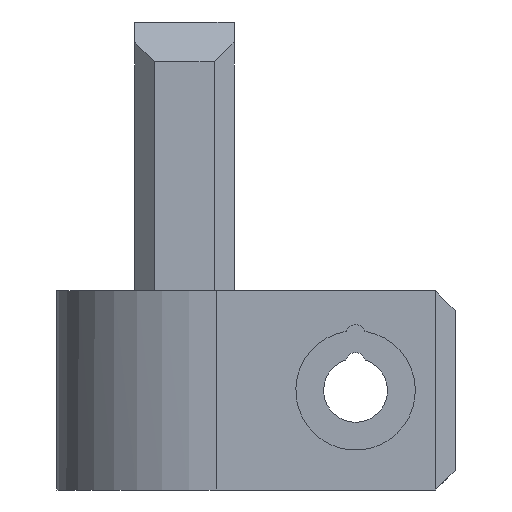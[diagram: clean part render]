
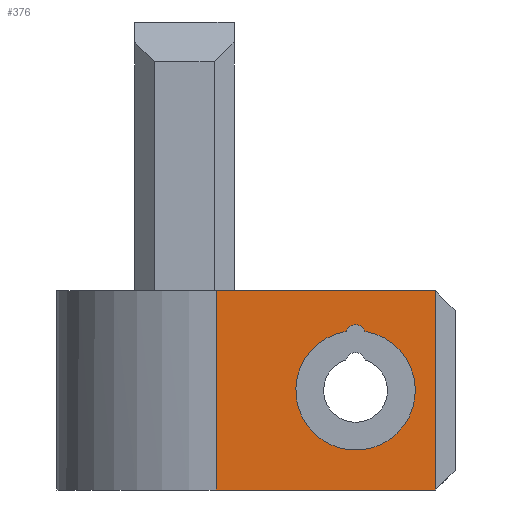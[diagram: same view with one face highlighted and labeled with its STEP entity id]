
A CAD part, left-side view. The second image highlights one B-rep face of the part: STEP entity #376.
In plain terms, the highlighted planar face has unit normal (-1, 0, 0).
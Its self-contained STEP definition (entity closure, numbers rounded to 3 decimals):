
#376 = ADVANCED_FACE('',(#377,#496),#391,.F.);
#377 = FACE_BOUND('',#378,.F.);
#378 = EDGE_LOOP('',(#379,#414,#442,#470));
#379 = ORIENTED_EDGE('',*,*,#380,.F.);
#380 = EDGE_CURVE('',#381,#383,#385,.T.);
#381 = VERTEX_POINT('',#382);
#382 = CARTESIAN_POINT('',(-8.,-44.,19.));
#383 = VERTEX_POINT('',#384);
#384 = CARTESIAN_POINT('',(-8.,-33.,19.));
#385 = SURFACE_CURVE('',#386,(#390,#402),.PCURVE_S1.);
#386 = LINE('',#387,#388);
#387 = CARTESIAN_POINT('',(-8.,-45.,19.));
#388 = VECTOR('',#389,1.);
#389 = DIRECTION('',(0.,1.,0.));
#390 = PCURVE('',#391,#396);
#391 = PLANE('',#392);
#392 = AXIS2_PLACEMENT_3D('',#393,#394,#395);
#393 = CARTESIAN_POINT('',(-8.,-45.,9.));
#394 = DIRECTION('',(1.,0.,0.));
#395 = DIRECTION('',(0.,0.,1.));
#396 = DEFINITIONAL_REPRESENTATION('',(#397),#401);
#397 = LINE('',#398,#399);
#398 = CARTESIAN_POINT('',(10.,0.));
#399 = VECTOR('',#400,1.);
#400 = DIRECTION('',(0.,-1.));
#401 = ( GEOMETRIC_REPRESENTATION_CONTEXT(2) 
PARAMETRIC_REPRESENTATION_CONTEXT() REPRESENTATION_CONTEXT('2D SPACE',''
  ) );
#402 = PCURVE('',#403,#408);
#403 = PLANE('',#404);
#404 = AXIS2_PLACEMENT_3D('',#405,#406,#407);
#405 = CARTESIAN_POINT('',(0.092,-35.459,19.));
#406 = DIRECTION('',(0.,0.,1.));
#407 = DIRECTION('',(0.,1.,0.));
#408 = DEFINITIONAL_REPRESENTATION('',(#409),#413);
#409 = LINE('',#410,#411);
#410 = CARTESIAN_POINT('',(-9.541,8.092));
#411 = VECTOR('',#412,1.);
#412 = DIRECTION('',(1.,0.));
#413 = ( GEOMETRIC_REPRESENTATION_CONTEXT(2) 
PARAMETRIC_REPRESENTATION_CONTEXT() REPRESENTATION_CONTEXT('2D SPACE',''
  ) );
#414 = ORIENTED_EDGE('',*,*,#415,.F.);
#415 = EDGE_CURVE('',#416,#381,#418,.T.);
#416 = VERTEX_POINT('',#417);
#417 = CARTESIAN_POINT('',(-8.,-44.,9.));
#418 = SURFACE_CURVE('',#419,(#423,#430),.PCURVE_S1.);
#419 = LINE('',#420,#421);
#420 = CARTESIAN_POINT('',(-8.,-44.,9.));
#421 = VECTOR('',#422,1.);
#422 = DIRECTION('',(0.,0.,1.));
#423 = PCURVE('',#391,#424);
#424 = DEFINITIONAL_REPRESENTATION('',(#425),#429);
#425 = LINE('',#426,#427);
#426 = CARTESIAN_POINT('',(0.,-1.));
#427 = VECTOR('',#428,1.);
#428 = DIRECTION('',(1.,0.));
#429 = ( GEOMETRIC_REPRESENTATION_CONTEXT(2) 
PARAMETRIC_REPRESENTATION_CONTEXT() REPRESENTATION_CONTEXT('2D SPACE',''
  ) );
#430 = PCURVE('',#431,#436);
#431 = PLANE('',#432);
#432 = AXIS2_PLACEMENT_3D('',#433,#434,#435);
#433 = CARTESIAN_POINT('',(-7.5,-44.5,9.));
#434 = DIRECTION('',(-0.707,-0.707,0.));
#435 = DIRECTION('',(-0.,-0.,-1.));
#436 = DEFINITIONAL_REPRESENTATION('',(#437),#441);
#437 = LINE('',#438,#439);
#438 = CARTESIAN_POINT('',(-0.,-0.707));
#439 = VECTOR('',#440,1.);
#440 = DIRECTION('',(-1.,0.));
#441 = ( GEOMETRIC_REPRESENTATION_CONTEXT(2) 
PARAMETRIC_REPRESENTATION_CONTEXT() REPRESENTATION_CONTEXT('2D SPACE',''
  ) );
#442 = ORIENTED_EDGE('',*,*,#443,.T.);
#443 = EDGE_CURVE('',#416,#444,#446,.T.);
#444 = VERTEX_POINT('',#445);
#445 = CARTESIAN_POINT('',(-8.,-33.,9.));
#446 = SURFACE_CURVE('',#447,(#451,#458),.PCURVE_S1.);
#447 = LINE('',#448,#449);
#448 = CARTESIAN_POINT('',(-8.,-45.,9.));
#449 = VECTOR('',#450,1.);
#450 = DIRECTION('',(0.,1.,0.));
#451 = PCURVE('',#391,#452);
#452 = DEFINITIONAL_REPRESENTATION('',(#453),#457);
#453 = LINE('',#454,#455);
#454 = CARTESIAN_POINT('',(0.,0.));
#455 = VECTOR('',#456,1.);
#456 = DIRECTION('',(0.,-1.));
#457 = ( GEOMETRIC_REPRESENTATION_CONTEXT(2) 
PARAMETRIC_REPRESENTATION_CONTEXT() REPRESENTATION_CONTEXT('2D SPACE',''
  ) );
#458 = PCURVE('',#459,#464);
#459 = PLANE('',#460);
#460 = AXIS2_PLACEMENT_3D('',#461,#462,#463);
#461 = CARTESIAN_POINT('',(-0.025,-35.628,9.));
#462 = DIRECTION('',(0.,0.,-1.));
#463 = DIRECTION('',(0.,-1.,0.));
#464 = DEFINITIONAL_REPRESENTATION('',(#465),#469);
#465 = LINE('',#466,#467);
#466 = CARTESIAN_POINT('',(9.372,7.975));
#467 = VECTOR('',#468,1.);
#468 = DIRECTION('',(-1.,0.));
#469 = ( GEOMETRIC_REPRESENTATION_CONTEXT(2) 
PARAMETRIC_REPRESENTATION_CONTEXT() REPRESENTATION_CONTEXT('2D SPACE',''
  ) );
#470 = ORIENTED_EDGE('',*,*,#471,.T.);
#471 = EDGE_CURVE('',#444,#383,#472,.T.);
#472 = SURFACE_CURVE('',#473,(#477,#484),.PCURVE_S1.);
#473 = LINE('',#474,#475);
#474 = CARTESIAN_POINT('',(-8.,-33.,9.));
#475 = VECTOR('',#476,1.);
#476 = DIRECTION('',(0.,0.,1.));
#477 = PCURVE('',#391,#478);
#478 = DEFINITIONAL_REPRESENTATION('',(#479),#483);
#479 = LINE('',#480,#481);
#480 = CARTESIAN_POINT('',(0.,-12.));
#481 = VECTOR('',#482,1.);
#482 = DIRECTION('',(1.,0.));
#483 = ( GEOMETRIC_REPRESENTATION_CONTEXT(2) 
PARAMETRIC_REPRESENTATION_CONTEXT() REPRESENTATION_CONTEXT('2D SPACE',''
  ) );
#484 = PCURVE('',#485,#490);
#485 = CYLINDRICAL_SURFACE('',#486,8.);
#486 = AXIS2_PLACEMENT_3D('',#487,#488,#489);
#487 = CARTESIAN_POINT('',(0.,-33.,9.));
#488 = DIRECTION('',(0.,0.,1.));
#489 = DIRECTION('',(1.,0.,0.));
#490 = DEFINITIONAL_REPRESENTATION('',(#491),#495);
#491 = LINE('',#492,#493);
#492 = CARTESIAN_POINT('',(3.142,0.));
#493 = VECTOR('',#494,1.);
#494 = DIRECTION('',(0.,1.));
#495 = ( GEOMETRIC_REPRESENTATION_CONTEXT(2) 
PARAMETRIC_REPRESENTATION_CONTEXT() REPRESENTATION_CONTEXT('2D SPACE',''
  ) );
#496 = FACE_BOUND('',#497,.F.);
#497 = EDGE_LOOP('',(#498,#533,#566));
#498 = ORIENTED_EDGE('',*,*,#499,.T.);
#499 = EDGE_CURVE('',#500,#502,#504,.T.);
#500 = VERTEX_POINT('',#501);
#501 = CARTESIAN_POINT('',(-8.,-39.527,16.963));
#502 = VERTEX_POINT('',#503);
#503 = CARTESIAN_POINT('',(-8.,-40.473,16.963));
#504 = SURFACE_CURVE('',#505,(#510,#521),.PCURVE_S1.);
#505 = CIRCLE('',#506,3.);
#506 = AXIS2_PLACEMENT_3D('',#507,#508,#509);
#507 = CARTESIAN_POINT('',(-8.,-40.,14.));
#508 = DIRECTION('',(-1.,0.,0.));
#509 = DIRECTION('',(0.,0.,1.));
#510 = PCURVE('',#391,#511);
#511 = DEFINITIONAL_REPRESENTATION('',(#512),#520);
#512 = ( BOUNDED_CURVE() B_SPLINE_CURVE(2,(#513,#514,#515,#516,#517,#518
,#519),.UNSPECIFIED.,.T.,.F.) B_SPLINE_CURVE_WITH_KNOTS((1,2,2,2,2,1),(
    -2.094,0.,2.094,4.189,6.283,
8.378),.UNSPECIFIED.) CURVE() GEOMETRIC_REPRESENTATION_ITEM() 
RATIONAL_B_SPLINE_CURVE((1.,0.5,1.,0.5,1.,0.5,1.)) REPRESENTATION_ITEM(
  '') );
#513 = CARTESIAN_POINT('',(8.,-5.));
#514 = CARTESIAN_POINT('',(8.,-10.196));
#515 = CARTESIAN_POINT('',(3.5,-7.598));
#516 = CARTESIAN_POINT('',(-1.,-5.));
#517 = CARTESIAN_POINT('',(3.5,-2.402));
#518 = CARTESIAN_POINT('',(8.,0.196));
#519 = CARTESIAN_POINT('',(8.,-5.));
#520 = ( GEOMETRIC_REPRESENTATION_CONTEXT(2) 
PARAMETRIC_REPRESENTATION_CONTEXT() REPRESENTATION_CONTEXT('2D SPACE',''
  ) );
#521 = PCURVE('',#522,#527);
#522 = CYLINDRICAL_SURFACE('',#523,3.);
#523 = AXIS2_PLACEMENT_3D('',#524,#525,#526);
#524 = CARTESIAN_POINT('',(-5.,-40.,14.));
#525 = DIRECTION('',(-1.,0.,0.));
#526 = DIRECTION('',(0.,0.,1.));
#527 = DEFINITIONAL_REPRESENTATION('',(#528),#532);
#528 = LINE('',#529,#530);
#529 = CARTESIAN_POINT('',(0.,3.));
#530 = VECTOR('',#531,1.);
#531 = DIRECTION('',(1.,0.));
#532 = ( GEOMETRIC_REPRESENTATION_CONTEXT(2) 
PARAMETRIC_REPRESENTATION_CONTEXT() REPRESENTATION_CONTEXT('2D SPACE',''
  ) );
#533 = ORIENTED_EDGE('',*,*,#534,.T.);
#534 = EDGE_CURVE('',#502,#535,#537,.T.);
#535 = VERTEX_POINT('',#536);
#536 = CARTESIAN_POINT('',(-8.,-40.,17.3));
#537 = SURFACE_CURVE('',#538,(#543,#554),.PCURVE_S1.);
#538 = CIRCLE('',#539,0.5);
#539 = AXIS2_PLACEMENT_3D('',#540,#541,#542);
#540 = CARTESIAN_POINT('',(-8.,-40.,16.8));
#541 = DIRECTION('',(-1.,0.,0.));
#542 = DIRECTION('',(0.,0.,1.));
#543 = PCURVE('',#391,#544);
#544 = DEFINITIONAL_REPRESENTATION('',(#545),#553);
#545 = ( BOUNDED_CURVE() B_SPLINE_CURVE(2,(#546,#547,#548,#549,#550,#551
,#552),.UNSPECIFIED.,.T.,.F.) B_SPLINE_CURVE_WITH_KNOTS((1,2,2,2,2,1),(
    -2.094,0.,2.094,4.189,6.283,
8.378),.UNSPECIFIED.) CURVE() GEOMETRIC_REPRESENTATION_ITEM() 
RATIONAL_B_SPLINE_CURVE((1.,0.5,1.,0.5,1.,0.5,1.)) REPRESENTATION_ITEM(
  '') );
#546 = CARTESIAN_POINT('',(8.3,-5.));
#547 = CARTESIAN_POINT('',(8.3,-5.866));
#548 = CARTESIAN_POINT('',(7.55,-5.433));
#549 = CARTESIAN_POINT('',(6.8,-5.));
#550 = CARTESIAN_POINT('',(7.55,-4.567));
#551 = CARTESIAN_POINT('',(8.3,-4.134));
#552 = CARTESIAN_POINT('',(8.3,-5.));
#553 = ( GEOMETRIC_REPRESENTATION_CONTEXT(2) 
PARAMETRIC_REPRESENTATION_CONTEXT() REPRESENTATION_CONTEXT('2D SPACE',''
  ) );
#554 = PCURVE('',#555,#560);
#555 = CYLINDRICAL_SURFACE('',#556,0.5);
#556 = AXIS2_PLACEMENT_3D('',#557,#558,#559);
#557 = CARTESIAN_POINT('',(-5.,-40.,16.8));
#558 = DIRECTION('',(-1.,0.,0.));
#559 = DIRECTION('',(0.,0.,1.));
#560 = DEFINITIONAL_REPRESENTATION('',(#561),#565);
#561 = LINE('',#562,#563);
#562 = CARTESIAN_POINT('',(0.,3.));
#563 = VECTOR('',#564,1.);
#564 = DIRECTION('',(1.,0.));
#565 = ( GEOMETRIC_REPRESENTATION_CONTEXT(2) 
PARAMETRIC_REPRESENTATION_CONTEXT() REPRESENTATION_CONTEXT('2D SPACE',''
  ) );
#566 = ORIENTED_EDGE('',*,*,#567,.T.);
#567 = EDGE_CURVE('',#535,#500,#568,.T.);
#568 = SURFACE_CURVE('',#569,(#574,#585),.PCURVE_S1.);
#569 = CIRCLE('',#570,0.5);
#570 = AXIS2_PLACEMENT_3D('',#571,#572,#573);
#571 = CARTESIAN_POINT('',(-8.,-40.,16.8));
#572 = DIRECTION('',(-1.,0.,0.));
#573 = DIRECTION('',(0.,0.,1.));
#574 = PCURVE('',#391,#575);
#575 = DEFINITIONAL_REPRESENTATION('',(#576),#584);
#576 = ( BOUNDED_CURVE() B_SPLINE_CURVE(2,(#577,#578,#579,#580,#581,#582
,#583),.UNSPECIFIED.,.T.,.F.) B_SPLINE_CURVE_WITH_KNOTS((1,2,2,2,2,1),(
    -2.094,0.,2.094,4.189,6.283,
8.378),.UNSPECIFIED.) CURVE() GEOMETRIC_REPRESENTATION_ITEM() 
RATIONAL_B_SPLINE_CURVE((1.,0.5,1.,0.5,1.,0.5,1.)) REPRESENTATION_ITEM(
  '') );
#577 = CARTESIAN_POINT('',(8.3,-5.));
#578 = CARTESIAN_POINT('',(8.3,-5.866));
#579 = CARTESIAN_POINT('',(7.55,-5.433));
#580 = CARTESIAN_POINT('',(6.8,-5.));
#581 = CARTESIAN_POINT('',(7.55,-4.567));
#582 = CARTESIAN_POINT('',(8.3,-4.134));
#583 = CARTESIAN_POINT('',(8.3,-5.));
#584 = ( GEOMETRIC_REPRESENTATION_CONTEXT(2) 
PARAMETRIC_REPRESENTATION_CONTEXT() REPRESENTATION_CONTEXT('2D SPACE',''
  ) );
#585 = PCURVE('',#555,#586);
#586 = DEFINITIONAL_REPRESENTATION('',(#587),#591);
#587 = LINE('',#588,#589);
#588 = CARTESIAN_POINT('',(6.283,3.));
#589 = VECTOR('',#590,1.);
#590 = DIRECTION('',(1.,0.));
#591 = ( GEOMETRIC_REPRESENTATION_CONTEXT(2) 
PARAMETRIC_REPRESENTATION_CONTEXT() REPRESENTATION_CONTEXT('2D SPACE',''
  ) );
